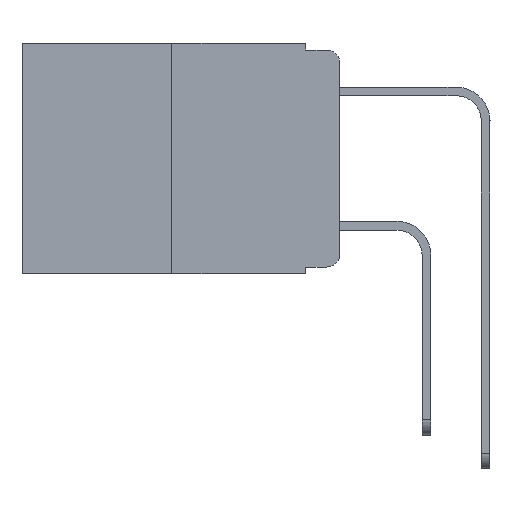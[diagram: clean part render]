
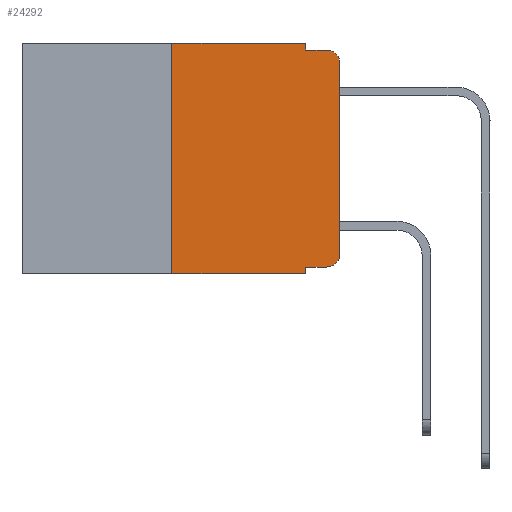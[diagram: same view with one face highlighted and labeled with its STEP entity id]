
A CAD part, left-side view. The second image highlights one B-rep face of the part: STEP entity #24292.
In plain terms, the highlighted planar face has unit normal (-1, 0, 0).
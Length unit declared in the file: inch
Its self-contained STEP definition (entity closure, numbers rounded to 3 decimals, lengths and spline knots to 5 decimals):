
#73 = ORIENTED_EDGE ( 'NONE', *, *, #2693, .T. ) ;
#150 = VERTEX_POINT ( 'NONE', #14308 ) ;
#217 = VERTEX_POINT ( 'NONE', #11606 ) ;
#554 = DIRECTION ( 'NONE',  ( 0., 0., 1. ) ) ;
#687 = AXIS2_PLACEMENT_3D ( 'NONE', #10404, #24440, #12454 ) ;
#1057 = CARTESIAN_POINT ( 'NONE',  ( 0., 0.051, 0. ) ) ;
#1138 = ORIENTED_EDGE ( 'NONE', *, *, #3219, .F. ) ;
#1289 = CARTESIAN_POINT ( 'NONE',  ( 0., 0.25, -0.343 ) ) ;
#1750 = LINE ( 'NONE', #17526, #6613 ) ;
#1790 = ORIENTED_EDGE ( 'NONE', *, *, #25430, .T. ) ;
#1836 = EDGE_CURVE ( 'NONE', #10691, #217, #10321, .T. ) ;
#1884 = LINE ( 'NONE', #20991, #22295 ) ;
#2693 = EDGE_CURVE ( 'NONE', #5524, #15711, #1884, .T. ) ;
#2912 = FACE_OUTER_BOUND ( 'NONE', #3961, .T. ) ;
#3219 = EDGE_CURVE ( 'NONE', #10691, #25242, #22877, .T. ) ;
#3282 = CARTESIAN_POINT ( 'NONE',  ( 0., 0.051, -0.343 ) ) ;
#3366 = CARTESIAN_POINT ( 'NONE',  ( 0., 0.051, -0.01 ) ) ;
#3378 = ORIENTED_EDGE ( 'NONE', *, *, #15473, .T. ) ;
#3608 = ORIENTED_EDGE ( 'NONE', *, *, #23624, .T. ) ;
#3961 = EDGE_LOOP ( 'NONE', ( #73, #3608, #12301, #26066, #23923, #10105, #3378, #1138, #25246, #1790 ) ) ;
#4630 = EDGE_CURVE ( 'NONE', #21331, #17899, #26151, .T. ) ;
#4875 = VECTOR ( 'NONE', #15299, 39.37008 ) ;
#5297 = DIRECTION ( 'NONE',  ( 0., -1., 0. ) ) ;
#5524 = VERTEX_POINT ( 'NONE', #8914 ) ;
#6346 = VERTEX_POINT ( 'NONE', #3366 ) ;
#6413 = PLANE ( 'NONE',  #7939 ) ;
#6613 = VECTOR ( 'NONE', #5297, 39.37008 ) ;
#6927 = VECTOR ( 'NONE', #20167, 39.37008 ) ;
#6972 = VERTEX_POINT ( 'NONE', #9296 ) ;
#7939 = AXIS2_PLACEMENT_3D ( 'NONE', #18617, #8482, #22627 ) ;
#8482 = DIRECTION ( 'NONE',  ( 1., 0., 0. ) ) ;
#8914 = CARTESIAN_POINT ( 'NONE',  ( 0., 0., -0.313 ) ) ;
#9296 = CARTESIAN_POINT ( 'NONE',  ( 0., 0.051, 0. ) ) ;
#10105 = ORIENTED_EDGE ( 'NONE', *, *, #4630, .F. ) ;
#10131 = CARTESIAN_POINT ( 'NONE',  ( 0., 0.02, -0.313 ) ) ;
#10139 = EDGE_CURVE ( 'NONE', #6972, #6346, #22496, .T. ) ;
#10321 = LINE ( 'NONE', #12643, #4875 ) ;
#10404 = CARTESIAN_POINT ( 'NONE',  ( 0., 0.02, -0.03 ) ) ;
#10691 = VERTEX_POINT ( 'NONE', #25057 ) ;
#11048 = CARTESIAN_POINT ( 'NONE',  ( 0., 0.051, 0. ) ) ;
#11497 = EDGE_CURVE ( 'NONE', #6346, #150, #21816, .T. ) ;
#11606 = CARTESIAN_POINT ( 'NONE',  ( 0., 0.02, -0.333 ) ) ;
#11770 = VECTOR ( 'NONE', #13375, 39.37008 ) ;
#12182 = DIRECTION ( 'NONE',  ( 0., 0., -1. ) ) ;
#12301 = ORIENTED_EDGE ( 'NONE', *, *, #11497, .F. ) ;
#12454 = DIRECTION ( 'NONE',  ( 0., 0., -1. ) ) ;
#12643 = CARTESIAN_POINT ( 'NONE',  ( 0., 0.051, -0.333 ) ) ;
#12754 = AXIS2_PLACEMENT_3D ( 'NONE', #10131, #24177, #12182 ) ;
#12824 = VECTOR ( 'NONE', #13552, 39.37008 ) ;
#13375 = DIRECTION ( 'NONE',  ( 0., 0., -1. ) ) ;
#13552 = DIRECTION ( 'NONE',  ( 0., 0., -1. ) ) ;
#14308 = CARTESIAN_POINT ( 'NONE',  ( 0., 0.02, -0.01 ) ) ;
#15299 = DIRECTION ( 'NONE',  ( 0., -1., 0. ) ) ;
#15473 = EDGE_CURVE ( 'NONE', #21331, #25242, #1750, .T. ) ;
#15605 = VECTOR ( 'NONE', #24142, 39.37008 ) ;
#15659 = EDGE_CURVE ( 'NONE', #17899, #6972, #23080, .T. ) ;
#15711 = VERTEX_POINT ( 'NONE', #26155 ) ;
#16311 = CARTESIAN_POINT ( 'NONE',  ( 0., 0.25, 0. ) ) ;
#16487 = VECTOR ( 'NONE', #19784, 39.37008 ) ;
#17526 = CARTESIAN_POINT ( 'NONE',  ( 0., 0.473, -0.343 ) ) ;
#17899 = VERTEX_POINT ( 'NONE', #16311 ) ;
#18119 = CARTESIAN_POINT ( 'NONE',  ( 0., 0.473, 0. ) ) ;
#18348 = CARTESIAN_POINT ( 'NONE',  ( 0., 0.25, 0. ) ) ;
#18617 = CARTESIAN_POINT ( 'NONE',  ( 0., 0.473, 0. ) ) ;
#19784 = DIRECTION ( 'NONE',  ( 0., -1., 0. ) ) ;
#20167 = DIRECTION ( 'NONE',  ( 0., -1., 0. ) ) ;
#20991 = CARTESIAN_POINT ( 'NONE',  ( 0., 0., 0. ) ) ;
#21331 = VERTEX_POINT ( 'NONE', #1289 ) ;
#21816 = LINE ( 'NONE', #25620, #16487 ) ;
#22295 = VECTOR ( 'NONE', #554, 39.37008 ) ;
#22496 = LINE ( 'NONE', #1057, #11770 ) ;
#22627 = DIRECTION ( 'NONE',  ( 0., 0., -1. ) ) ;
#22877 = LINE ( 'NONE', #11048, #12824 ) ;
#23080 = LINE ( 'NONE', #18119, #6927 ) ;
#23624 = EDGE_CURVE ( 'NONE', #15711, #150, #26048, .T. ) ;
#23923 = ORIENTED_EDGE ( 'NONE', *, *, #15659, .F. ) ;
#24142 = DIRECTION ( 'NONE',  ( 0., 0., 1. ) ) ;
#24177 = DIRECTION ( 'NONE',  ( -1., 0., 0. ) ) ;
#24292 = ADVANCED_FACE ( 'NONE', ( #2912 ), #6413, .F. ) ;
#24440 = DIRECTION ( 'NONE',  ( -1., 0., 0. ) ) ;
#25057 = CARTESIAN_POINT ( 'NONE',  ( 0., 0.051, -0.333 ) ) ;
#25110 = CIRCLE ( 'NONE', #12754, 0.02 ) ;
#25242 = VERTEX_POINT ( 'NONE', #3282 ) ;
#25246 = ORIENTED_EDGE ( 'NONE', *, *, #1836, .T. ) ;
#25430 = EDGE_CURVE ( 'NONE', #217, #5524, #25110, .T. ) ;
#25620 = CARTESIAN_POINT ( 'NONE',  ( 0., 0.051, -0.01 ) ) ;
#26048 = CIRCLE ( 'NONE', #687, 0.02 ) ;
#26066 = ORIENTED_EDGE ( 'NONE', *, *, #10139, .F. ) ;
#26151 = LINE ( 'NONE', #18348, #15605 ) ;
#26155 = CARTESIAN_POINT ( 'NONE',  ( 0., 0., -0.03 ) ) ;
